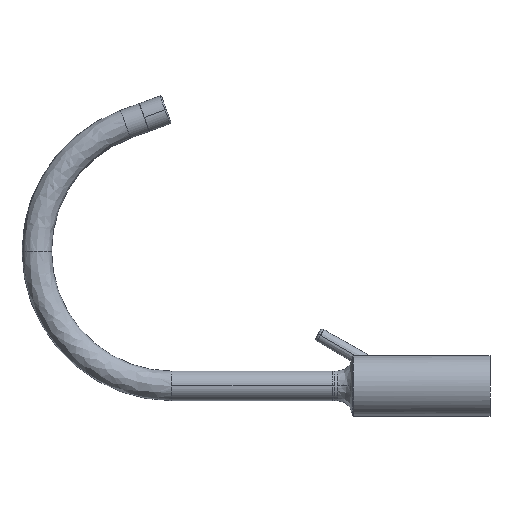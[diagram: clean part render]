
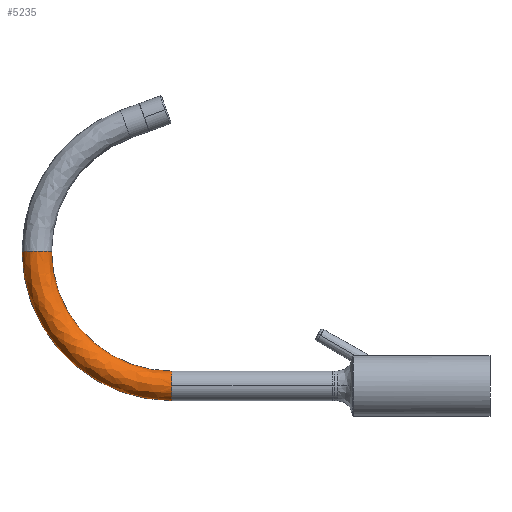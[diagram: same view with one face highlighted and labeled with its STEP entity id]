
A CAD part, left-side view. The second image highlights one B-rep face of the part: STEP entity #5235.
In plain terms, the highlighted free-form (B-spline) face has degree [3, 3] with [4, 4] control points.
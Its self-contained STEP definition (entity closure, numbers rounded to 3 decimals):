
#78 = CARTESIAN_POINT ( 'NONE',  ( 0., 245.561, 0. ) ) ;
#108 =( BOUNDED_SURFACE ( )  B_SPLINE_SURFACE ( 3, 3, ( 
 ( #152, #802, #7254, #8694 ),
 ( #7191, #2967, #6456, #182 ),
 ( #7286, #3000, #8726, #5828 ),
 ( #3027, #6510, #8012, #2188 ) ),
 .UNSPECIFIED., .F., .F., .T. ) 
 B_SPLINE_SURFACE_WITH_KNOTS ( ( 4, 4 ),
 ( 4, 4 ),
 ( 0., 1. ),
 ( 0., 1. ),
 .UNSPECIFIED. ) 
 GEOMETRIC_REPRESENTATION_ITEM ( )  RATIONAL_B_SPLINE_SURFACE ( (
 ( 1., 0.805, 0.805, 1.),
 ( 0.333, 0.268, 0.268, 0.333),
 ( 0.333, 0.268, 0.268, 0.333),
 ( 1., 0.805, 0.805, 1.) ) ) 
 REPRESENTATION_ITEM ( '' )  SURFACE ( )  );
#152 = CARTESIAN_POINT ( 'NONE',  ( 0., 338.246, 104.085 ) ) ;
#182 = CARTESIAN_POINT ( 'NONE',  ( -22.8, 245.561, 11.4 ) ) ;
#190 = DIRECTION ( 'NONE',  ( -1., 0., 0. ) ) ;
#743 = AXIS2_PLACEMENT_3D ( 'NONE', #78, #1451, #8625 ) ;
#771 = ORIENTED_EDGE ( 'NONE', *, *, #6600, .T. ) ;
#778 = DIRECTION ( 'NONE',  ( 0., 1., 0. ) ) ;
#802 = CARTESIAN_POINT ( 'NONE',  ( 0., 338.246, 49.792 ) ) ;
#808 = DIRECTION ( 'NONE',  ( 0., 1., 0. ) ) ;
#944 = CARTESIAN_POINT ( 'NONE',  ( 0., 245.561, 11.4 ) ) ;
#1316 = EDGE_LOOP ( 'NONE', ( #6999, #771, #4345, #9043, #4041 ) ) ;
#1323 = CIRCLE ( 'NONE', #7985, 11.4 ) ;
#1415 = VERTEX_POINT ( 'NONE', #2332 ) ;
#1451 = DIRECTION ( 'NONE',  ( 0., 1., 0. ) ) ;
#1457 = VERTEX_POINT ( 'NONE', #944 ) ;
#1804 = DIRECTION ( 'NONE',  ( 0., 0., -1. ) ) ;
#1971 = VERTEX_POINT ( 'NONE', #6795 ) ;
#1972 = DIRECTION ( 'NONE',  ( 0., 0., -1. ) ) ;
#2034 = EDGE_CURVE ( 'NONE', #1415, #1457, #6646, .T. ) ;
#2163 = EDGE_CURVE ( 'NONE', #7700, #1971, #4108, .T. ) ;
#2188 = CARTESIAN_POINT ( 'NONE',  ( 0., 245.561, -11.4 ) ) ;
#2256 = DIRECTION ( 'NONE',  ( -1., 0., 0. ) ) ;
#2332 = CARTESIAN_POINT ( 'NONE',  ( -11.4, 245.561, 0. ) ) ;
#2354 = CARTESIAN_POINT ( 'NONE',  ( 0., 245.561, 104.085 ) ) ;
#2731 = VERTEX_POINT ( 'NONE', #7105 ) ;
#2967 = CARTESIAN_POINT ( 'NONE',  ( -22.8, 338.246, 49.792 ) ) ;
#3000 = CARTESIAN_POINT ( 'NONE',  ( -22.8, 361.046, 36.436 ) ) ;
#3027 = CARTESIAN_POINT ( 'NONE',  ( 0., 361.046, 104.085 ) ) ;
#3288 = EDGE_CURVE ( 'NONE', #1971, #1415, #4534, .T. ) ;
#4041 = ORIENTED_EDGE ( 'NONE', *, *, #2034, .T. ) ;
#4108 = CIRCLE ( 'NONE', #7759, 115.485 ) ;
#4123 = CARTESIAN_POINT ( 'NONE',  ( 0., 245.561, 0. ) ) ;
#4345 = ORIENTED_EDGE ( 'NONE', *, *, #2163, .T. ) ;
#4534 = CIRCLE ( 'NONE', #743, 11.4 ) ;
#4993 = AXIS2_PLACEMENT_3D ( 'NONE', #2354, #2256, #808 ) ;
#4994 = FACE_OUTER_BOUND ( 'NONE', #1316, .T. ) ;
#5227 = AXIS2_PLACEMENT_3D ( 'NONE', #4123, #8360, #1972 ) ;
#5235 = ADVANCED_FACE ( 'NONE', ( #4994 ), #108, .T. ) ;
#5358 = CARTESIAN_POINT ( 'NONE',  ( 0., 349.646, 104.085 ) ) ;
#5828 = CARTESIAN_POINT ( 'NONE',  ( -22.8, 245.561, -11.4 ) ) ;
#6271 = CARTESIAN_POINT ( 'NONE',  ( 0., 361.046, 104.085 ) ) ;
#6456 = CARTESIAN_POINT ( 'NONE',  ( -22.8, 299.855, 11.4 ) ) ;
#6481 = EDGE_CURVE ( 'NONE', #2731, #1457, #8928, .T. ) ;
#6510 = CARTESIAN_POINT ( 'NONE',  ( 0., 361.046, 36.436 ) ) ;
#6600 = EDGE_CURVE ( 'NONE', #2731, #7700, #1323, .T. ) ;
#6646 = CIRCLE ( 'NONE', #5227, 11.4 ) ;
#6795 = CARTESIAN_POINT ( 'NONE',  ( 0., 245.561, -11.4 ) ) ;
#6999 = ORIENTED_EDGE ( 'NONE', *, *, #6481, .F. ) ;
#7105 = CARTESIAN_POINT ( 'NONE',  ( 0., 338.246, 104.085 ) ) ;
#7191 = CARTESIAN_POINT ( 'NONE',  ( -22.8, 338.246, 104.085 ) ) ;
#7197 = CARTESIAN_POINT ( 'NONE',  ( 0., 245.561, 104.085 ) ) ;
#7254 = CARTESIAN_POINT ( 'NONE',  ( 0., 299.855, 11.4 ) ) ;
#7286 = CARTESIAN_POINT ( 'NONE',  ( -22.8, 361.046, 104.085 ) ) ;
#7700 = VERTEX_POINT ( 'NONE', #6271 ) ;
#7759 = AXIS2_PLACEMENT_3D ( 'NONE', #7197, #190, #778 ) ;
#7985 = AXIS2_PLACEMENT_3D ( 'NONE', #5358, #1804, #8912 ) ;
#8012 = CARTESIAN_POINT ( 'NONE',  ( 0., 313.21, -11.4 ) ) ;
#8360 = DIRECTION ( 'NONE',  ( 0., 1., 0. ) ) ;
#8625 = DIRECTION ( 'NONE',  ( 0., 0., -1. ) ) ;
#8694 = CARTESIAN_POINT ( 'NONE',  ( 0., 245.561, 11.4 ) ) ;
#8726 = CARTESIAN_POINT ( 'NONE',  ( -22.8, 313.21, -11.4 ) ) ;
#8912 = DIRECTION ( 'NONE',  ( 0., 1., 0. ) ) ;
#8928 = CIRCLE ( 'NONE', #4993, 92.685 ) ;
#9043 = ORIENTED_EDGE ( 'NONE', *, *, #3288, .T. ) ;
